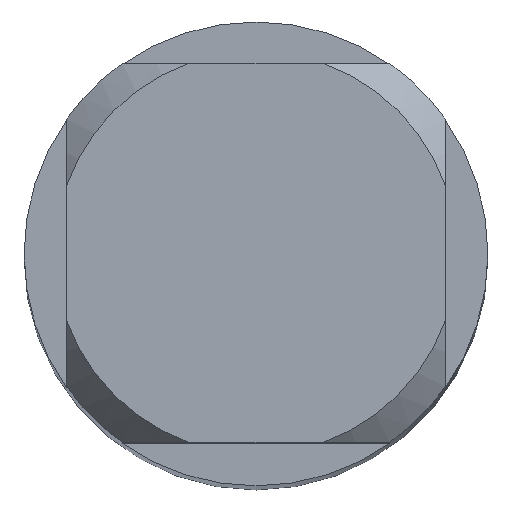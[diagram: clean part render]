
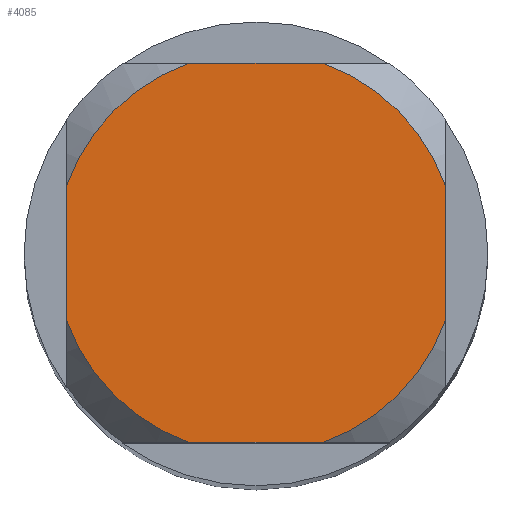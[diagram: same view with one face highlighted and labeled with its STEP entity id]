
A CAD part, top view. The second image highlights one B-rep face of the part: STEP entity #4085.
In plain terms, the highlighted planar face has unit normal (0, 0, 1).
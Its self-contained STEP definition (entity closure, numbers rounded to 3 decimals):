
#2607=VERTEX_POINT('',#7565);
#3373=EDGE_CURVE('',#4447,#2607,#8389,.T.);
#3405=EDGE_CURVE('',#6497,#4431,#8422,.T.);
#3703=EDGE_CURVE('',#4447,#4431,#8753,.T.);
#3873=VERTEX_POINT('',#8936);
#4041=EDGE_CURVE('',#3873,#2607,#9120,.T.);
#4085=ADVANCED_FACE('',(#9167),#9168,.T.);
#4431=VERTEX_POINT('',#9551);
#4447=VERTEX_POINT('',#9568);
#4713=VERTEX_POINT('',#9859);
#5013=EDGE_CURVE('',#6497,#4713,#10181,.T.);
#5071=VERTEX_POINT('',#10244);
#5247=EDGE_CURVE('',#3873,#5071,#10434,.T.);
#6259=EDGE_CURVE('',#6827,#5071,#11542,.T.);
#6497=VERTEX_POINT('',#11793);
#6617=EDGE_CURVE('',#6827,#4713,#11923,.T.);
#6827=VERTEX_POINT('',#12152);
#7565=CARTESIAN_POINT('',(0.87,-2.45,0.0));
#8389=LINE('',#14482,#14483);
#8422=LINE('',#14551,#14552);
#8753=CIRCLE('',#15056,2.6);
#8936=CARTESIAN_POINT('',(2.45,-0.87,0.0));
#9120=CIRCLE('',#15746,2.6);
#9167=FACE_OUTER_BOUND('',#15854,.T.);
#9168=PLANE('',#15855);
#9551=CARTESIAN_POINT('',(-2.45,-0.87,0.0));
#9568=CARTESIAN_POINT('',(-0.87,-2.45,0.0));
#9859=CARTESIAN_POINT('',(-0.87,2.45,0.0));
#10181=CIRCLE('',#17654,2.6);
#10244=CARTESIAN_POINT('',(2.45,0.87,0.0));
#10434=LINE('',#18159,#18160);
#11542=CIRCLE('',#20154,2.6);
#11793=CARTESIAN_POINT('',(-2.45,0.87,0.0));
#11923=LINE('',#20881,#20882);
#12152=CARTESIAN_POINT('',(0.87,2.45,0.0));
#14482=CARTESIAN_POINT('',(0.0,-2.45,0.0));
#14483=VECTOR('',#23432,1.0);
#14551=CARTESIAN_POINT('',(-2.45,0.65,0.0));
#14552=VECTOR('',#23459,1.0);
#15056=AXIS2_PLACEMENT_3D('',#23850,#23851,#23852);
#15746=AXIS2_PLACEMENT_3D('',#24229,#24230,#24231);
#15854=EDGE_LOOP('',(#24273,#24274,#24275,#24276,#24277,#24278,#24279,#24280));
#15855=AXIS2_PLACEMENT_3D('',#24281,#24282,#24283);
#17654=AXIS2_PLACEMENT_3D('',#25511,#25512,#25513);
#18159=CARTESIAN_POINT('',(2.45,0.65,0.0));
#18160=VECTOR('',#25791,1.0);
#20154=AXIS2_PLACEMENT_3D('',#26994,#26995,#26996);
#20881=CARTESIAN_POINT('',(0.0,2.45,0.0));
#20882=VECTOR('',#27313,1.0);
#23432=DIRECTION('',(1.0,0.0,0.0));
#23459=DIRECTION('',(-0.0,-1.0,0.0));
#23850=CARTESIAN_POINT('',(0.0,0.0,0.0));
#23851=DIRECTION('',(0.0,0.0,-1.0));
#23852=DIRECTION('',(0.0,1.0,0.0));
#24229=CARTESIAN_POINT('',(0.0,0.0,0.0));
#24230=DIRECTION('',(0.0,0.0,-1.0));
#24231=DIRECTION('',(0.0,1.0,0.0));
#24273=ORIENTED_EDGE('',*,*,#3405,.T.);
#24274=ORIENTED_EDGE('',*,*,#3703,.F.);
#24275=ORIENTED_EDGE('',*,*,#3373,.T.);
#24276=ORIENTED_EDGE('',*,*,#4041,.F.);
#24277=ORIENTED_EDGE('',*,*,#5247,.T.);
#24278=ORIENTED_EDGE('',*,*,#6259,.F.);
#24279=ORIENTED_EDGE('',*,*,#6617,.T.);
#24280=ORIENTED_EDGE('',*,*,#5013,.F.);
#24281=CARTESIAN_POINT('',(0.0,1.3,0.0));
#24282=DIRECTION('',(-0.0,0.0,1.0));
#24283=DIRECTION('',(0.0,-1.0,0.0));
#25511=CARTESIAN_POINT('',(0.0,0.0,0.0));
#25512=DIRECTION('',(0.0,0.0,-1.0));
#25513=DIRECTION('',(0.0,1.0,0.0));
#25791=DIRECTION('',(-0.0,1.0,0.0));
#26994=CARTESIAN_POINT('',(0.0,0.0,0.0));
#26995=DIRECTION('',(0.0,0.0,-1.0));
#26996=DIRECTION('',(0.0,1.0,0.0));
#27313=DIRECTION('',(-1.0,0.0,0.0));
